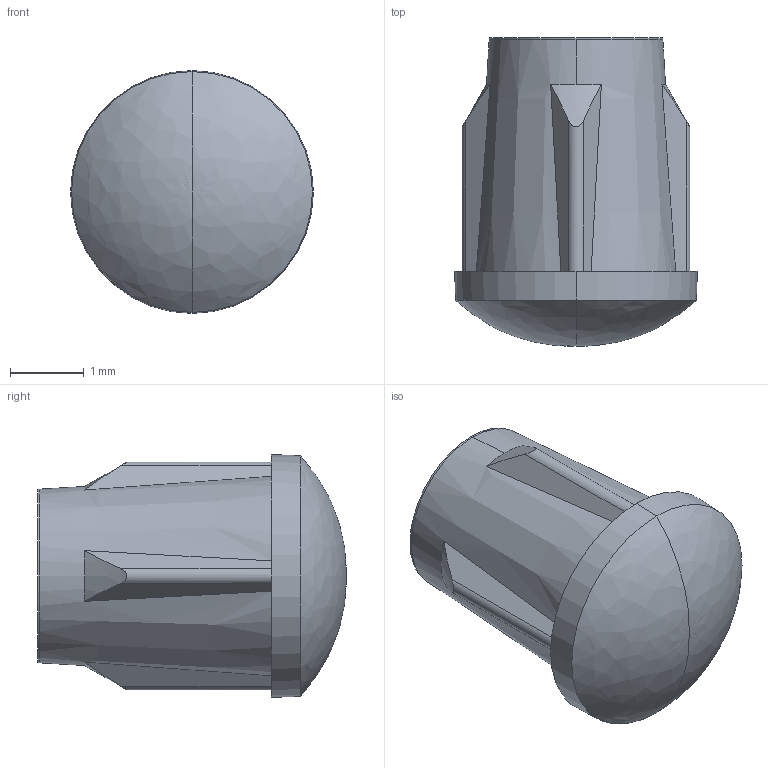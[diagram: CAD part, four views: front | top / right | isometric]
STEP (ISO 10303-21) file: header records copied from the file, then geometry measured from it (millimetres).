
FILE_DESCRIPTION((''),'2;1');
FILE_NAME('51513020125F','2019-01-29T',('dichosle'),(''),'PRO/ENGINEER BY PARAMETRIC TECHNOLOGY CORPORATION, 2014000','PRO/ENGINEER BY PARAMETRIC TECHNOLOGY CORPORATION, 2014000','');
FILE_SCHEMA(('CONFIG_CONTROL_DESIGN'));
Length unit declared in the file: inch
Products named in the file (1): 51513020125F
Bounding box: 3.3 x 4.19 x 3.3 mm (x, y, z)
Volume: 23.2 mm3; surface area: 48.6 mm2
Topology: 1 solids, 1 shells, 26 faces, 68 edges, 43 vertices
Faces by surface type: plane 10, cone 8, cylinder 6, bspline 2
Entity records: 960 total; most frequent: CARTESIAN_POINT 313, ORIENTED_EDGE 132, DIRECTION 118, EDGE_CURVE 66, AXIS2_PLACEMENT_3D 48, VERTEX_POINT 43, EDGE_LOOP 27, FACE_OUTER_BOUND 26
